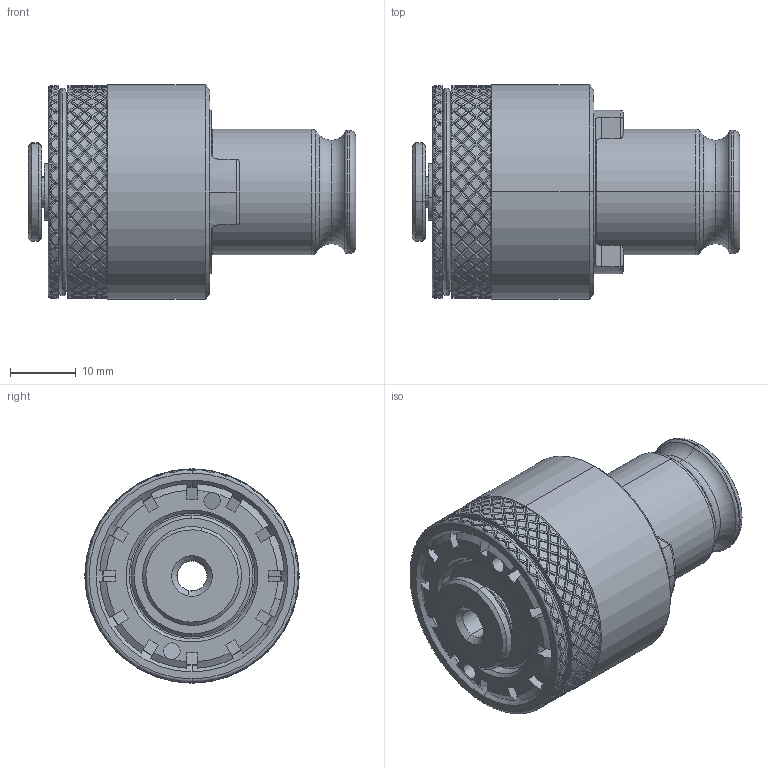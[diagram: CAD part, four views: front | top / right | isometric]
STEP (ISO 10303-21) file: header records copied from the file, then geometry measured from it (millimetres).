
FILE_DESCRIPTION (( 'STEP AP203' ), '1' );
FILE_NAME ('44-S.16.11.445.STEP', '2019-04-16T05:46:27', ( 'Acer' ), ( '' ), 'SwSTEP 2.0', 'SolidWorks 2018', '' );
FILE_SCHEMA (( 'CONFIG_CONTROL_DESIGN' ));
Length unit declared in the file: millimetre
Products named in the file (1): 44-S.16.11.445
Bounding box: 49.6 x 32.5 x 32.5 mm (x, y, z)
Surface area: 9946.1 mm2 (no closed solid volume)
Topology: 0 solids, 9 shells, 1831 faces, 4296 edges, 2411 vertices
Faces by surface type: bspline 1280, cylinder 402, plane 79, cone 37, torus 33
Entity records: 67015 total; most frequent: CARTESIAN_POINT 40570, ORIENTED_EDGE 8259, EDGE_CURVE 4294, VERTEX_POINT 2411, DIRECTION 2383, EDGE_LOOP 1845, FACE_OUTER_BOUND 1831, ADVANCED_FACE 1831
